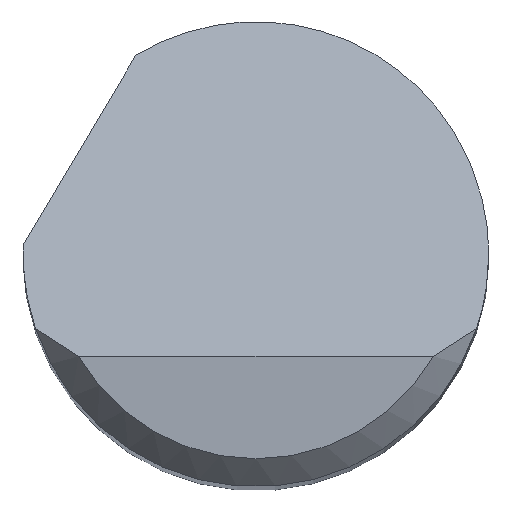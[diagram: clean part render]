
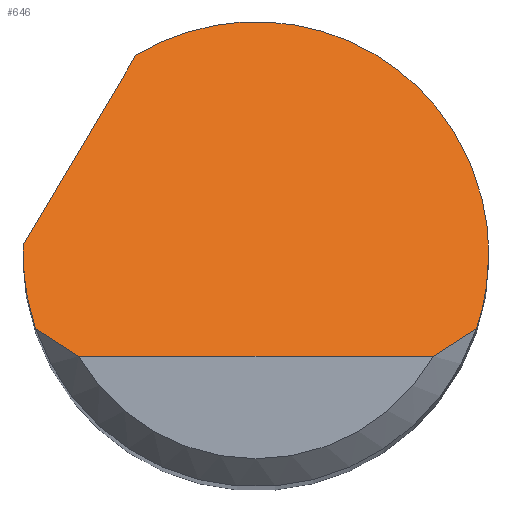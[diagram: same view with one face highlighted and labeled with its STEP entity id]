
A CAD part, top view. The second image highlights one B-rep face of the part: STEP entity #646.
In plain terms, the highlighted planar face has unit normal (0, 0.707, 0.707).
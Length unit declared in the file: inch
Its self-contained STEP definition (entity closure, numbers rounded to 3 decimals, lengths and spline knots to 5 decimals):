
#9 = EDGE_CURVE ( 'NONE', #233, #782, #570, .T. ) ;
#21 = VECTOR ( 'NONE', #392, 39.37008 ) ;
#27 = CARTESIAN_POINT ( 'NONE',  ( -0.125, 0., 1.945 ) ) ;
#32 = CARTESIAN_POINT ( 'NONE',  ( -0.11843, -0.04, 1.985 ) ) ;
#36 = CARTESIAN_POINT ( 'NONE',  ( 0.0296, 0.1636, 1.7814 ) ) ;
#51 = ORIENTED_EDGE ( 'NONE', *, *, #475, .F. ) ;
#58 = VERTEX_POINT ( 'NONE', #660 ) ;
#96 = CARTESIAN_POINT ( 'NONE',  ( 0.125, 0., 1.945 ) ) ;
#101 = PLANE ( 'NONE',  #624 ) ;
#135 = VERTEX_POINT ( 'NONE', #363 ) ;
#148 = CARTESIAN_POINT ( 'NONE',  ( -0.10339, -0.05031, 1.99531 ) ) ;
#178 = VECTOR ( 'NONE', #311, 39.37008 ) ;
#198 = ORIENTED_EDGE ( 'NONE', *, *, #562, .T. ) ;
#210 = CARTESIAN_POINT ( 'NONE',  ( -0.11843, -0.04, 1.985 ) ) ;
#221 = CARTESIAN_POINT ( 'NONE',  ( -0.1249, 0.005, 1.94 ) ) ;
#222 = EDGE_CURVE ( 'NONE', #374, #233, #495, .T. ) ;
#233 = VERTEX_POINT ( 'NONE', #636 ) ;
#237 = ORIENTED_EDGE ( 'NONE', *, *, #9, .F. ) ;
#257 = CARTESIAN_POINT ( 'NONE',  ( -0.11843, -0.04, 1.985 ) ) ;
#277 = LINE ( 'NONE', #454, #21 ) ;
#288 = B_SPLINE_CURVE_WITH_KNOTS ( 'NONE', 3,
 ( #401, #404, #661, #780 ),
 .UNSPECIFIED., .F., .F.,
 ( 4, 4 ),
 ( 0., 0.0008 ),
 .UNSPECIFIED. ) ;
#290 = CARTESIAN_POINT ( 'NONE',  ( -0.06437, 0.10715, 1.83785 ) ) ;
#297 = ORIENTED_EDGE ( 'NONE', *, *, #222, .F. ) ;
#311 = DIRECTION ( 'NONE',  ( 0.386, 0.652, -0.652 ) ) ;
#323 = CARTESIAN_POINT ( 'NONE',  ( -0.12279, -0.02708, 1.97208 ) ) ;
#325 = CARTESIAN_POINT ( 'NONE',  ( 0.125, 0.10961, 1.83539 ) ) ;
#332 = EDGE_CURVE ( 'NONE', #742, #410, #277, .T. ) ;
#333 = ORIENTED_EDGE ( 'NONE', *, *, #418, .F. ) ;
#338 = CARTESIAN_POINT ( 'NONE',  ( -0.125, -0.055, 2. ) ) ;
#341 = DIRECTION ( 'NONE',  ( 0., -0.707, -0.707 ) ) ;
#358 = LINE ( 'NONE', #681, #178 ) ;
#360 = CARTESIAN_POINT ( 'NONE',  ( -0.1249, 0.005, 1.94 ) ) ;
#363 = CARTESIAN_POINT ( 'NONE',  ( 0.125, 0., 1.945 ) ) ;
#364 = B_SPLINE_CURVE_WITH_KNOTS ( 'NONE', 3,
 ( #210, #632, #148, #455 ),
 .UNSPECIFIED., .F., .F.,
 ( 4, 4 ),
 ( 0., 0.0008 ),
 .UNSPECIFIED. ) ;
#365 = EDGE_CURVE ( 'NONE', #718, #135, #608, .T. ) ;
#367 = ORIENTED_EDGE ( 'NONE', *, *, #365, .F. ) ;
#374 = VERTEX_POINT ( 'NONE', #32 ) ;
#390 = CARTESIAN_POINT ( 'NONE',  ( -0.125, -0.01363, 1.95863 ) ) ;
#392 = DIRECTION ( 'NONE',  ( 1., 0., 0. ) ) ;
#401 = CARTESIAN_POINT ( 'NONE',  ( 0.09526, -0.055, 2. ) ) ;
#404 = CARTESIAN_POINT ( 'NONE',  ( 0.10339, -0.05031, 1.99531 ) ) ;
#410 = VERTEX_POINT ( 'NONE', #678 ) ;
#418 = EDGE_CURVE ( 'NONE', #782, #718, #358, .T. ) ;
#428 = CARTESIAN_POINT ( 'NONE',  ( 0.125, -0.01363, 1.95863 ) ) ;
#432 = CARTESIAN_POINT ( 'NONE',  ( 0.12279, -0.02708, 1.97208 ) ) ;
#454 = CARTESIAN_POINT ( 'NONE',  ( 0., -0.055, 2. ) ) ;
#455 = CARTESIAN_POINT ( 'NONE',  ( -0.09526, -0.055, 2. ) ) ;
#462 = CARTESIAN_POINT ( 'NONE',  ( -0.06437, 0.10715, 1.83785 ) ) ;
#463 = FACE_OUTER_BOUND ( 'NONE', #637, .T. ) ;
#475 = EDGE_CURVE ( 'NONE', #135, #58, #575, .T. ) ;
#478 = CARTESIAN_POINT ( 'NONE',  ( -0.12497, 0.00333, 1.94167 ) ) ;
#479 = CARTESIAN_POINT ( 'NONE',  ( 0.125, 0., 1.945 ) ) ;
#495 =( BOUNDED_CURVE ( )  B_SPLINE_CURVE ( 3, ( #257, #323, #390, #27 ),
 .UNSPECIFIED., .F., .T. ) 
 B_SPLINE_CURVE_WITH_KNOTS ( ( 4, 4 ),
 ( 4.38666, 4.71239 ),
 .UNSPECIFIED. ) 
 CURVE ( )  GEOMETRIC_REPRESENTATION_ITEM ( )  RATIONAL_B_SPLINE_CURVE ( ( 1., 0.991, 0.991, 1. ) ) 
 REPRESENTATION_ITEM ( '' )  );
#533 = CARTESIAN_POINT ( 'NONE',  ( -0.125, 0., 1.945 ) ) ;
#562 = EDGE_CURVE ( 'NONE', #374, #742, #364, .T. ) ;
#570 =( BOUNDED_CURVE ( )  B_SPLINE_CURVE ( 3, ( #533, #664, #478, #360 ),
 .UNSPECIFIED., .F., .T. ) 
 B_SPLINE_CURVE_WITH_KNOTS ( ( 4, 4 ),
 ( 4.71239, 4.7524 ),
 .UNSPECIFIED. ) 
 CURVE ( )  GEOMETRIC_REPRESENTATION_ITEM ( )  RATIONAL_B_SPLINE_CURVE ( ( 1., 1., 1., 1. ) ) 
 REPRESENTATION_ITEM ( '' )  );
#575 =( BOUNDED_CURVE ( )  B_SPLINE_CURVE ( 3, ( #479, #428, #432, #626 ),
 .UNSPECIFIED., .F., .F. ) 
 B_SPLINE_CURVE_WITH_KNOTS ( ( 4, 4 ),
 ( 1.5708, 1.89653 ),
 .UNSPECIFIED. ) 
 CURVE ( )  GEOMETRIC_REPRESENTATION_ITEM ( )  RATIONAL_B_SPLINE_CURVE ( ( 1., 0.991, 0.991, 1. ) ) 
 REPRESENTATION_ITEM ( '' )  );
#605 = ORIENTED_EDGE ( 'NONE', *, *, #332, .T. ) ;
#607 = CARTESIAN_POINT ( 'NONE',  ( -0.09526, -0.055, 2. ) ) ;
#608 =( BOUNDED_CURVE ( )  B_SPLINE_CURVE ( 3, ( #462, #36, #325, #96 ),
 .UNSPECIFIED., .F., .F. ) 
 B_SPLINE_CURVE_WITH_KNOTS ( ( 4, 4 ),
 ( 5.74227, 7.85398 ),
 .UNSPECIFIED. ) 
 CURVE ( )  GEOMETRIC_REPRESENTATION_ITEM ( )  RATIONAL_B_SPLINE_CURVE ( ( 1., 0.662, 0.662, 1. ) ) 
 REPRESENTATION_ITEM ( '' )  );
#624 = AXIS2_PLACEMENT_3D ( 'NONE', #338, #341, #711 ) ;
#626 = CARTESIAN_POINT ( 'NONE',  ( 0.11843, -0.04, 1.985 ) ) ;
#632 = CARTESIAN_POINT ( 'NONE',  ( -0.11107, -0.04528, 1.99028 ) ) ;
#636 = CARTESIAN_POINT ( 'NONE',  ( -0.125, 0., 1.945 ) ) ;
#637 = EDGE_LOOP ( 'NONE', ( #605, #769, #51, #367, #333, #237, #297, #198 ) ) ;
#646 = ADVANCED_FACE ( 'NONE', ( #463 ), #101, .F. ) ;
#660 = CARTESIAN_POINT ( 'NONE',  ( 0.11843, -0.04, 1.985 ) ) ;
#661 = CARTESIAN_POINT ( 'NONE',  ( 0.11107, -0.04528, 1.99028 ) ) ;
#664 = CARTESIAN_POINT ( 'NONE',  ( -0.125, 0.00167, 1.94333 ) ) ;
#678 = CARTESIAN_POINT ( 'NONE',  ( 0.09526, -0.055, 2. ) ) ;
#681 = CARTESIAN_POINT ( 'NONE',  ( -0.15516, -0.04606, 1.99106 ) ) ;
#711 = DIRECTION ( 'NONE',  ( 0., 0.707, -0.707 ) ) ;
#718 = VERTEX_POINT ( 'NONE', #290 ) ;
#742 = VERTEX_POINT ( 'NONE', #607 ) ;
#751 = EDGE_CURVE ( 'NONE', #410, #58, #288, .T. ) ;
#769 = ORIENTED_EDGE ( 'NONE', *, *, #751, .T. ) ;
#780 = CARTESIAN_POINT ( 'NONE',  ( 0.11843, -0.04, 1.985 ) ) ;
#782 = VERTEX_POINT ( 'NONE', #221 ) ;
